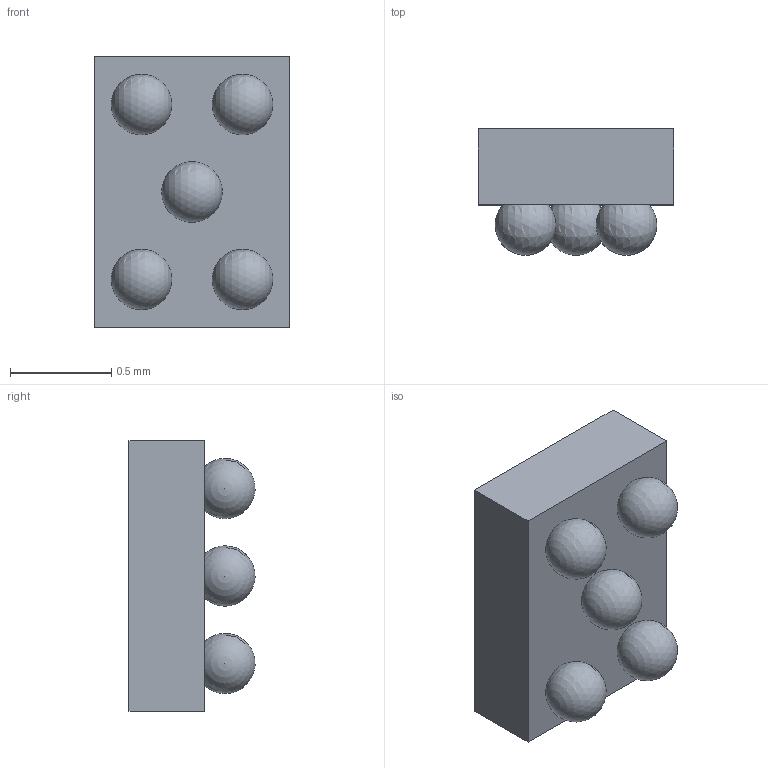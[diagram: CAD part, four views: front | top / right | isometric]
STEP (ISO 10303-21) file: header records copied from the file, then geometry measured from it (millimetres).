
FILE_DESCRIPTION(/* description */ (''),/* implementation_level */ '2;1');
FILE_NAME(/* name */ '',/* time_stamp */ '',/* author */ (''),/* organization */ (''),/* preprocessor_version */ '',/* originating_system */ '',/* authorisation */ '');
FILE_SCHEMA (('AUTOMOTIVE_DESIGN { 1 0 10303 214 3 1 1 }'));
Length unit declared in the file: millimetre
Products named in the file (1): TI YZU0005
Bounding box: 0.97 x 0.62 x 1.34 mm (x, y, z)
Volume: 0.6 mm3; surface area: 5.3 mm2
Topology: 1 solids, 1 shells, 13 faces, 35 edges, 25 vertices
Faces by surface type: plane 7, sphere 5, cylinder 1
Full cylindrical faces by diameter (mm): 0.2 x1
Entity records: 346 total; most frequent: DIRECTION 54, CARTESIAN_POINT 48, ORIENTED_EDGE 38, AXIS2_PLACEMENT_3D 21, EDGE_LOOP 20, EDGE_CURVE 19, VERTEX_POINT 15, ADVANCED_FACE 13
